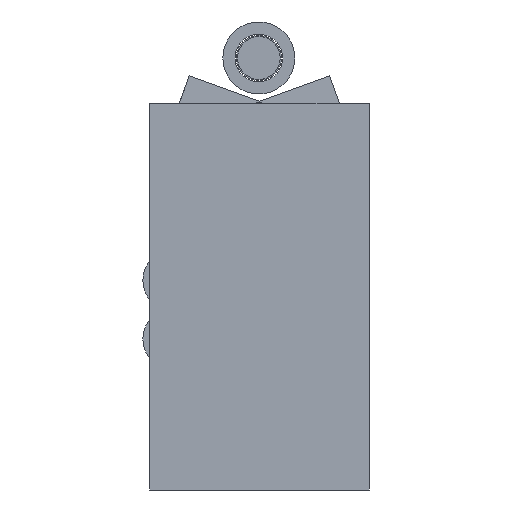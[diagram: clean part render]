
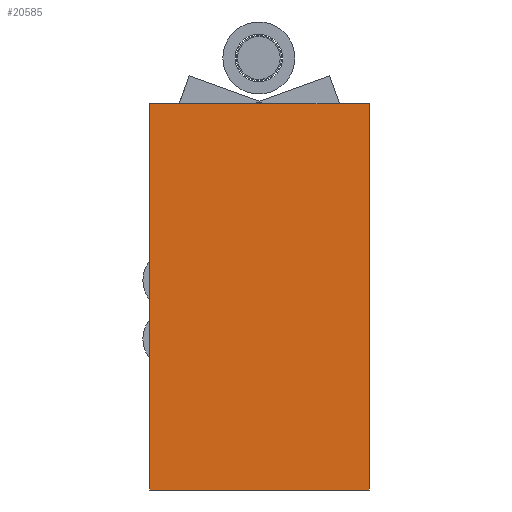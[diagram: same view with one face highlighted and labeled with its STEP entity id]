
A CAD part, front view. The second image highlights one B-rep face of the part: STEP entity #20585.
In plain terms, the highlighted planar face has unit normal (0, -1, 0).
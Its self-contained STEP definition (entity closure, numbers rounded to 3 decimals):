
#1569=FACE_OUTER_BOUND('',#2740,.T.);
#2740=EDGE_LOOP('',(#15147,#15148,#15149,#15150));
#4409=LINE('',#32721,#6839);
#4410=LINE('',#32724,#6840);
#4411=LINE('',#32726,#6841);
#4412=LINE('',#32727,#6842);
#6839=VECTOR('',#24533,10.);
#6840=VECTOR('',#24536,10.);
#6841=VECTOR('',#24537,10.);
#6842=VECTOR('',#24538,10.);
#9083=VERTEX_POINT('',#32715);
#9085=VERTEX_POINT('',#32719);
#9086=VERTEX_POINT('',#32723);
#9087=VERTEX_POINT('',#32725);
#11305=EDGE_CURVE('',#9083,#9085,#4409,.T.);
#11306=EDGE_CURVE('',#9083,#9086,#4410,.T.);
#11307=EDGE_CURVE('',#9087,#9085,#4411,.T.);
#11308=EDGE_CURVE('',#9086,#9087,#4412,.T.);
#15147=ORIENTED_EDGE('',*,*,#11306,.F.);
#15148=ORIENTED_EDGE('',*,*,#11305,.T.);
#15149=ORIENTED_EDGE('',*,*,#11307,.F.);
#15150=ORIENTED_EDGE('',*,*,#11308,.F.);
#19690=PLANE('',#21912);
#20585=ADVANCED_FACE('',(#1569),#19690,.T.);
#21912=AXIS2_PLACEMENT_3D('',#32722,#24534,#24535);
#24533=DIRECTION('',(-1.,0.,0.));
#24534=DIRECTION('center_axis',(0.,-1.,0.));
#24535=DIRECTION('ref_axis',(0.,0.,1.));
#24536=DIRECTION('',(0.,0.,-1.));
#24537=DIRECTION('',(0.,0.,1.));
#24538=DIRECTION('',(-1.,0.,0.));
#32715=CARTESIAN_POINT('',(160.,-168.546,166.647));
#32719=CARTESIAN_POINT('',(-20.,-168.546,166.647));
#32721=CARTESIAN_POINT('',(160.,-168.546,166.647));
#32722=CARTESIAN_POINT('Origin',(160.,-168.546,-150.));
#32723=CARTESIAN_POINT('',(160.,-168.546,-150.));
#32724=CARTESIAN_POINT('',(160.,-168.546,166.647));
#32725=CARTESIAN_POINT('',(-20.,-168.546,-150.));
#32726=CARTESIAN_POINT('',(-20.,-168.546,166.647));
#32727=CARTESIAN_POINT('',(160.,-168.546,-150.));
